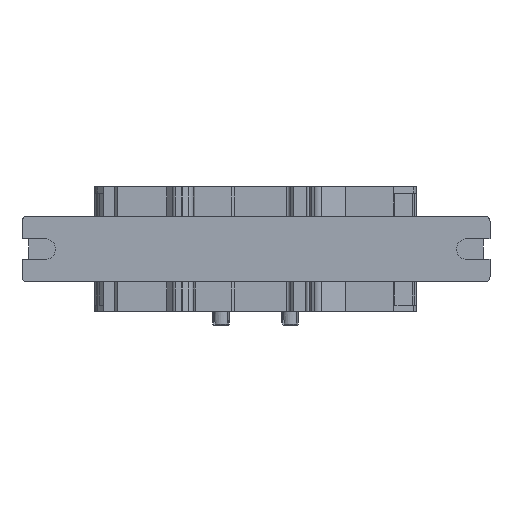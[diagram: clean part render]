
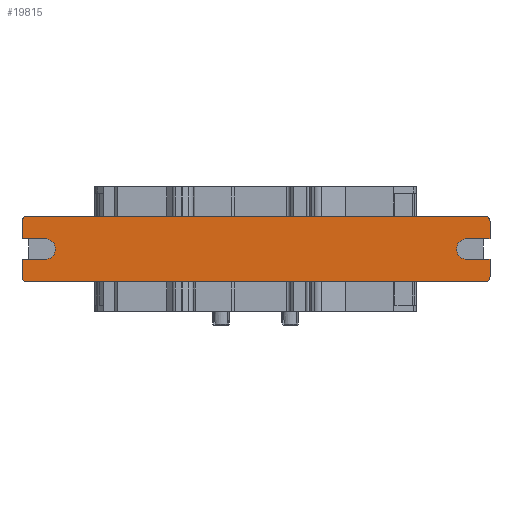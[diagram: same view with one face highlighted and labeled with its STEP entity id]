
A CAD part, front view. The second image highlights one B-rep face of the part: STEP entity #19815.
In plain terms, the highlighted planar face has unit normal (0, -1, 0).
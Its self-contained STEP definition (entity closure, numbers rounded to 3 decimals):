
#739 = DIRECTION ( 'NONE',  ( 0., -1., 0. ) ) ;
#798 = DIRECTION ( 'NONE',  ( 1., 0., 0. ) ) ;
#2309 = AXIS2_PLACEMENT_3D ( 'NONE', #23238, #2934, #26685 ) ;
#2431 = AXIS2_PLACEMENT_3D ( 'NONE', #21107, #739, #24509 ) ;
#2496 = ORIENTED_EDGE ( 'NONE', *, *, #14316, .T. ) ;
#2681 = CARTESIAN_POINT ( 'NONE',  ( 44.564, -1.776, 7.453 ) ) ;
#2898 = CIRCLE ( 'NONE', #5978, 3. ) ;
#2934 = DIRECTION ( 'NONE',  ( 0., 1., 0. ) ) ;
#3159 = DIRECTION ( 'NONE',  ( 1., 0., 0. ) ) ;
#3262 = LINE ( 'NONE', #5165, #38325 ) ;
#3289 = EDGE_CURVE ( 'NONE', #29007, #17201, #28289, .T. ) ;
#3526 = VERTEX_POINT ( 'NONE', #33833 ) ;
#3854 = VECTOR ( 'NONE', #18564, 1000. ) ;
#3907 = LINE ( 'NONE', #4402, #20825 ) ;
#4402 = CARTESIAN_POINT ( 'NONE',  ( 51.264, -1.776, -3.547 ) ) ;
#5165 = CARTESIAN_POINT ( 'NONE',  ( -77.436, -1.776, 1.453 ) ) ;
#5792 = VECTOR ( 'NONE', #43109, 1000. ) ;
#5944 = CIRCLE ( 'NONE', #41963, 3. ) ;
#5978 = AXIS2_PLACEMENT_3D ( 'NONE', #29433, #9082, #32844 ) ;
#6291 = CARTESIAN_POINT ( 'NONE',  ( 41.564, -1.776, 4.453 ) ) ;
#6764 = EDGE_CURVE ( 'NONE', #8802, #37413, #7157, .T. ) ;
#6785 = VERTEX_POINT ( 'NONE', #6291 ) ;
#7013 = CARTESIAN_POINT ( 'NONE',  ( 51.264, -1.776, 12.453 ) ) ;
#7128 = CARTESIAN_POINT ( 'NONE',  ( -82.636, -1.776, 13.953 ) ) ;
#7157 = LINE ( 'NONE', #2681, #24091 ) ;
#7432 = CARTESIAN_POINT ( 'NONE',  ( -84.136, -1.776, 12.453 ) ) ;
#7685 = CARTESIAN_POINT ( 'NONE',  ( 44.564, -1.776, 7.453 ) ) ;
#8443 = VECTOR ( 'NONE', #8564, 1000. ) ;
#8473 = CARTESIAN_POINT ( 'NONE',  ( 49.764, -1.776, 12.453 ) ) ;
#8564 = DIRECTION ( 'NONE',  ( -1., 0., 0. ) ) ;
#8788 = EDGE_CURVE ( 'NONE', #9529, #3526, #31210, .T. ) ;
#8802 = VERTEX_POINT ( 'NONE', #7685 ) ;
#9082 = DIRECTION ( 'NONE',  ( 0., 1., 0. ) ) ;
#9423 = LINE ( 'NONE', #25599, #35448 ) ;
#9529 = VERTEX_POINT ( 'NONE', #38405 ) ;
#9861 = AXIS2_PLACEMENT_3D ( 'NONE', #18150, #34828, #34971 ) ;
#10586 = CARTESIAN_POINT ( 'NONE',  ( -77.436, -1.776, 4.453 ) ) ;
#10973 = DIRECTION ( 'NONE',  ( 1., 0., 0. ) ) ;
#11229 = CIRCLE ( 'NONE', #39803, 1.5 ) ;
#11333 = DIRECTION ( 'NONE',  ( 0., 0., 1. ) ) ;
#11505 = CARTESIAN_POINT ( 'NONE',  ( 51.264, -1.776, 7.453 ) ) ;
#11922 = DIRECTION ( 'NONE',  ( 1., 0., 0. ) ) ;
#12110 = CIRCLE ( 'NONE', #2431, 1.5 ) ;
#12176 = FACE_OUTER_BOUND ( 'NONE', #34464, .T. ) ;
#13940 = DIRECTION ( 'NONE',  ( 1., 0., 0. ) ) ;
#14316 = EDGE_CURVE ( 'NONE', #6785, #8802, #2898, .T. ) ;
#14451 = CARTESIAN_POINT ( 'NONE',  ( 49.764, -1.776, 13.953 ) ) ;
#15909 = CARTESIAN_POINT ( 'NONE',  ( 49.764, -1.776, -5.047 ) ) ;
#17201 = VERTEX_POINT ( 'NONE', #28673 ) ;
#17253 = VERTEX_POINT ( 'NONE', #39076 ) ;
#17889 = ORIENTED_EDGE ( 'NONE', *, *, #3289, .T. ) ;
#18119 = ORIENTED_EDGE ( 'NONE', *, *, #24489, .T. ) ;
#18150 = CARTESIAN_POINT ( 'NONE',  ( 49.764, -1.776, -3.547 ) ) ;
#18231 = EDGE_CURVE ( 'NONE', #21127, #36061, #12110, .T. ) ;
#18351 = ORIENTED_EDGE ( 'NONE', *, *, #35299, .T. ) ;
#18564 = DIRECTION ( 'NONE',  ( -1., 0., 0. ) ) ;
#19499 = EDGE_CURVE ( 'NONE', #35306, #37512, #28704, .T. ) ;
#19724 = EDGE_CURVE ( 'NONE', #24073, #21127, #35543, .T. ) ;
#19815 = ADVANCED_FACE ( 'NONE', ( #12176 ), #36605, .T. ) ;
#19950 = EDGE_CURVE ( 'NONE', #37413, #36571, #38172, .T. ) ;
#20779 = ORIENTED_EDGE ( 'NONE', *, *, #22000, .T. ) ;
#20825 = VECTOR ( 'NONE', #11333, 1000. ) ;
#21107 = CARTESIAN_POINT ( 'NONE',  ( -82.636, -1.776, 12.453 ) ) ;
#21127 = VERTEX_POINT ( 'NONE', #7128 ) ;
#21176 = DIRECTION ( 'NONE',  ( 0., -1., 0. ) ) ;
#21562 = DIRECTION ( 'NONE',  ( 0., 0., 1. ) ) ;
#22000 = EDGE_CURVE ( 'NONE', #39762, #35306, #9423, .T. ) ;
#22032 = DIRECTION ( 'NONE',  ( -1., 0., 0. ) ) ;
#22162 = VECTOR ( 'NONE', #10973, 1000. ) ;
#22251 = LINE ( 'NONE', #7432, #39286 ) ;
#22744 = CARTESIAN_POINT ( 'NONE',  ( -82.636, -1.776, -5.047 ) ) ;
#23238 = CARTESIAN_POINT ( 'NONE',  ( 44.564, -1.776, 4.453 ) ) ;
#23472 = DIRECTION ( 'NONE',  ( 1., 0., 0. ) ) ;
#23794 = ORIENTED_EDGE ( 'NONE', *, *, #19499, .T. ) ;
#23988 = EDGE_CURVE ( 'NONE', #36061, #9529, #22251, .T. ) ;
#24073 = VERTEX_POINT ( 'NONE', #14451 ) ;
#24091 = VECTOR ( 'NONE', #23472, 1000. ) ;
#24277 = ORIENTED_EDGE ( 'NONE', *, *, #39955, .T. ) ;
#24489 = EDGE_CURVE ( 'NONE', #39976, #6785, #29386, .T. ) ;
#24509 = DIRECTION ( 'NONE',  ( 1., 0., 0. ) ) ;
#25559 = CARTESIAN_POINT ( 'NONE',  ( 51.264, -1.776, 7.453 ) ) ;
#25599 = CARTESIAN_POINT ( 'NONE',  ( -84.136, -1.776, 1.453 ) ) ;
#25761 = CARTESIAN_POINT ( 'NONE',  ( 49.764, -1.776, 13.953 ) ) ;
#25812 = ORIENTED_EDGE ( 'NONE', *, *, #6764, .T. ) ;
#26685 = DIRECTION ( 'NONE',  ( 1., 0., 0. ) ) ;
#27561 = ORIENTED_EDGE ( 'NONE', *, *, #29358, .T. ) ;
#28289 = CIRCLE ( 'NONE', #9861, 1.5 ) ;
#28673 = CARTESIAN_POINT ( 'NONE',  ( 51.264, -1.776, -3.547 ) ) ;
#28704 = CIRCLE ( 'NONE', #30635, 1.5 ) ;
#29007 = VERTEX_POINT ( 'NONE', #15909 ) ;
#29358 = EDGE_CURVE ( 'NONE', #42618, #39762, #3262, .T. ) ;
#29386 = CIRCLE ( 'NONE', #2309, 3. ) ;
#29433 = CARTESIAN_POINT ( 'NONE',  ( 44.564, -1.776, 4.453 ) ) ;
#29671 = EDGE_CURVE ( 'NONE', #3526, #42618, #5944, .T. ) ;
#29743 = CARTESIAN_POINT ( 'NONE',  ( 44.564, -1.776, 1.453 ) ) ;
#29950 = CARTESIAN_POINT ( 'NONE',  ( -82.636, -1.776, -3.547 ) ) ;
#29953 = ORIENTED_EDGE ( 'NONE', *, *, #29671, .T. ) ;
#30204 = VECTOR ( 'NONE', #21562, 1000. ) ;
#30635 = AXIS2_PLACEMENT_3D ( 'NONE', #41568, #21176, #798 ) ;
#30847 = ORIENTED_EDGE ( 'NONE', *, *, #8788, .T. ) ;
#30923 = LINE ( 'NONE', #35515, #3854 ) ;
#31177 = DIRECTION ( 'NONE',  ( 0., 0., -1. ) ) ;
#31210 = LINE ( 'NONE', #34721, #22162 ) ;
#31507 = ORIENTED_EDGE ( 'NONE', *, *, #23988, .T. ) ;
#31643 = CARTESIAN_POINT ( 'NONE',  ( -84.136, -1.776, -3.547 ) ) ;
#31751 = LINE ( 'NONE', #39849, #5792 ) ;
#31983 = EDGE_CURVE ( 'NONE', #36571, #24073, #11229, .T. ) ;
#32254 = DIRECTION ( 'NONE',  ( 0., -1., 0. ) ) ;
#32315 = ORIENTED_EDGE ( 'NONE', *, *, #18231, .T. ) ;
#32844 = DIRECTION ( 'NONE',  ( 1., 0., 0. ) ) ;
#33019 = CARTESIAN_POINT ( 'NONE',  ( -77.436, -1.776, 1.453 ) ) ;
#33330 = EDGE_CURVE ( 'NONE', #17253, #39976, #30923, .T. ) ;
#33807 = ORIENTED_EDGE ( 'NONE', *, *, #19724, .T. ) ;
#33833 = CARTESIAN_POINT ( 'NONE',  ( -77.436, -1.776, 7.453 ) ) ;
#34329 = DIRECTION ( 'NONE',  ( 0., 1., 0. ) ) ;
#34418 = ORIENTED_EDGE ( 'NONE', *, *, #31983, .T. ) ;
#34464 = EDGE_LOOP ( 'NONE', ( #23794, #24277, #17889, #18351, #38132, #18119, #2496, #25812, #35301, #34418, #33807, #32315, #31507, #30847, #29953, #27561, #20779 ) ) ;
#34721 = CARTESIAN_POINT ( 'NONE',  ( -84.136, -1.776, 7.453 ) ) ;
#34828 = DIRECTION ( 'NONE',  ( 0., -1., 0. ) ) ;
#34971 = DIRECTION ( 'NONE',  ( 1., 0., 0. ) ) ;
#35239 = CARTESIAN_POINT ( 'NONE',  ( -84.136, -1.776, 1.453 ) ) ;
#35299 = EDGE_CURVE ( 'NONE', #17201, #17253, #3907, .T. ) ;
#35301 = ORIENTED_EDGE ( 'NONE', *, *, #19950, .T. ) ;
#35306 = VERTEX_POINT ( 'NONE', #31643 ) ;
#35448 = VECTOR ( 'NONE', #42594, 1000. ) ;
#35515 = CARTESIAN_POINT ( 'NONE',  ( 51.264, -1.776, 1.453 ) ) ;
#35543 = LINE ( 'NONE', #25761, #8443 ) ;
#36061 = VERTEX_POINT ( 'NONE', #40907 ) ;
#36571 = VERTEX_POINT ( 'NONE', #7013 ) ;
#36605 = PLANE ( 'NONE',  #42610 ) ;
#37413 = VERTEX_POINT ( 'NONE', #25559 ) ;
#37512 = VERTEX_POINT ( 'NONE', #22744 ) ;
#38132 = ORIENTED_EDGE ( 'NONE', *, *, #33330, .T. ) ;
#38172 = LINE ( 'NONE', #11505, #30204 ) ;
#38325 = VECTOR ( 'NONE', #22032, 1000. ) ;
#38405 = CARTESIAN_POINT ( 'NONE',  ( -84.136, -1.776, 7.453 ) ) ;
#39076 = CARTESIAN_POINT ( 'NONE',  ( 51.264, -1.776, 1.453 ) ) ;
#39286 = VECTOR ( 'NONE', #31177, 1000. ) ;
#39762 = VERTEX_POINT ( 'NONE', #35239 ) ;
#39803 = AXIS2_PLACEMENT_3D ( 'NONE', #8473, #32254, #11922 ) ;
#39849 = CARTESIAN_POINT ( 'NONE',  ( -82.636, -1.776, -5.047 ) ) ;
#39955 = EDGE_CURVE ( 'NONE', #37512, #29007, #31751, .T. ) ;
#39976 = VERTEX_POINT ( 'NONE', #29743 ) ;
#40446 = DIRECTION ( 'NONE',  ( 0., -1., 0. ) ) ;
#40907 = CARTESIAN_POINT ( 'NONE',  ( -84.136, -1.776, 12.453 ) ) ;
#41568 = CARTESIAN_POINT ( 'NONE',  ( -82.636, -1.776, -3.547 ) ) ;
#41963 = AXIS2_PLACEMENT_3D ( 'NONE', #10586, #34329, #13940 ) ;
#42594 = DIRECTION ( 'NONE',  ( 0., 0., -1. ) ) ;
#42610 = AXIS2_PLACEMENT_3D ( 'NONE', #29950, #40446, #3159 ) ;
#42618 = VERTEX_POINT ( 'NONE', #33019 ) ;
#43109 = DIRECTION ( 'NONE',  ( 1., 0., 0. ) ) ;
